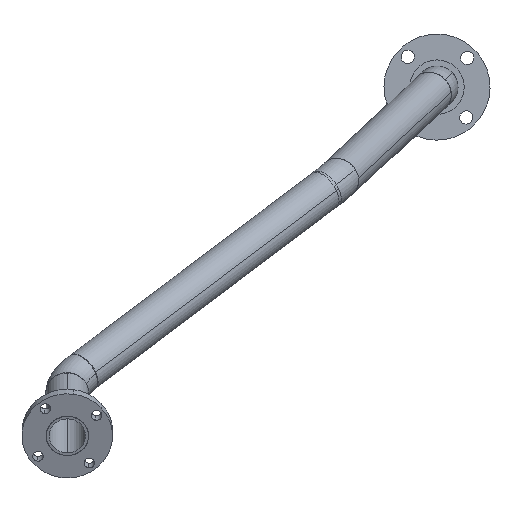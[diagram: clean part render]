
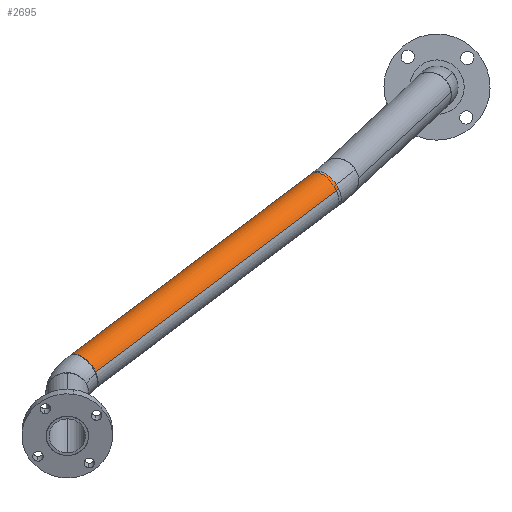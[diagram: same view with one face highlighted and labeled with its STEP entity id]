
A CAD part, left-side view. The second image highlights one B-rep face of the part: STEP entity #2695.
In plain terms, the highlighted cylindrical face has radius 30.15 mm (diameter 60.3 mm), a partial arc.
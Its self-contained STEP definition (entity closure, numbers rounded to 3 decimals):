
#94 = CYLINDRICAL_SURFACE ( 'NONE', #1252, 30.15 ) ;
#99 = CARTESIAN_POINT ( 'NONE',  ( 483.906, -370.373, 353.712 ) ) ;
#110 = DIRECTION ( 'NONE',  ( -0.541, 0.672, -0.506 ) ) ;
#334 = DIRECTION ( 'NONE',  ( 0.805, 0.242, -0.541 ) ) ;
#393 = VERTEX_POINT ( 'NONE', #2348 ) ;
#481 = AXIS2_PLACEMENT_3D ( 'NONE', #2234, #2668, #334 ) ;
#535 = FACE_OUTER_BOUND ( 'NONE', #1708, .T. ) ;
#823 = LINE ( 'NONE', #1084, #2144 ) ;
#897 = EDGE_CURVE ( 'NONE', #393, #1630, #823, .T. ) ;
#948 = DIRECTION ( 'NONE',  ( 0.541, -0.672, 0.506 ) ) ;
#1084 = CARTESIAN_POINT ( 'NONE',  ( 460.43, -389.292, 353.712 ) ) ;
#1115 = CIRCLE ( 'NONE', #1972, 30.15 ) ;
#1160 = CIRCLE ( 'NONE', #481, 30.15 ) ;
#1252 = AXIS2_PLACEMENT_3D ( 'NONE', #2199, #110, #1584 ) ;
#1298 = CARTESIAN_POINT ( 'NONE',  ( 507.382, -351.455, 353.712 ) ) ;
#1502 = CARTESIAN_POINT ( 'NONE',  ( 507.382, -351.455, 353.712 ) ) ;
#1584 = DIRECTION ( 'NONE',  ( -0.779, -0.627, 0. ) ) ;
#1630 = VERTEX_POINT ( 'NONE', #2721 ) ;
#1678 = DIRECTION ( 'NONE',  ( -0.541, 0.672, -0.506 ) ) ;
#1698 = ORIENTED_EDGE ( 'NONE', *, *, #2211, .F. ) ;
#1708 = EDGE_LOOP ( 'NONE', ( #1698, #1849, #2574, #1890 ) ) ;
#1806 = DIRECTION ( 'NONE',  ( 0.805, 0.242, -0.541 ) ) ;
#1849 = ORIENTED_EDGE ( 'NONE', *, *, #1991, .T. ) ;
#1890 = ORIENTED_EDGE ( 'NONE', *, *, #897, .F. ) ;
#1972 = AXIS2_PLACEMENT_3D ( 'NONE', #99, #948, #1806 ) ;
#1977 = VECTOR ( 'NONE', #2149, 1000. ) ;
#1991 = EDGE_CURVE ( 'NONE', #2057, #2540, #2404, .T. ) ;
#2057 = VERTEX_POINT ( 'NONE', #1298 ) ;
#2144 = VECTOR ( 'NONE', #1678, 1000. ) ;
#2149 = DIRECTION ( 'NONE',  ( -0.541, 0.672, -0.506 ) ) ;
#2199 = CARTESIAN_POINT ( 'NONE',  ( 483.906, -370.373, 353.712 ) ) ;
#2211 = EDGE_CURVE ( 'NONE', #2057, #393, #1115, .T. ) ;
#2234 = CARTESIAN_POINT ( 'NONE',  ( 203.058, -21.867, 91.381 ) ) ;
#2293 = CARTESIAN_POINT ( 'NONE',  ( 226.534, -2.949, 91.381 ) ) ;
#2302 = EDGE_CURVE ( 'NONE', #2540, #1630, #1160, .T. ) ;
#2348 = CARTESIAN_POINT ( 'NONE',  ( 460.43, -389.292, 353.712 ) ) ;
#2404 = LINE ( 'NONE', #1502, #1977 ) ;
#2540 = VERTEX_POINT ( 'NONE', #2293 ) ;
#2574 = ORIENTED_EDGE ( 'NONE', *, *, #2302, .T. ) ;
#2668 = DIRECTION ( 'NONE',  ( 0.541, -0.672, 0.506 ) ) ;
#2695 = ADVANCED_FACE ( 'NONE', ( #535 ), #94, .T. ) ;
#2721 = CARTESIAN_POINT ( 'NONE',  ( 179.583, -40.785, 91.381 ) ) ;
